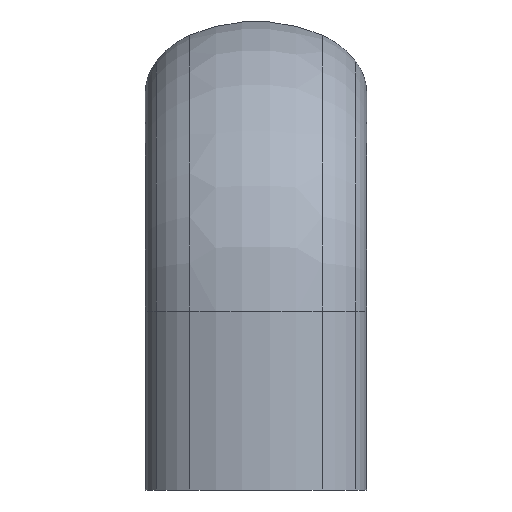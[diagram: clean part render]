
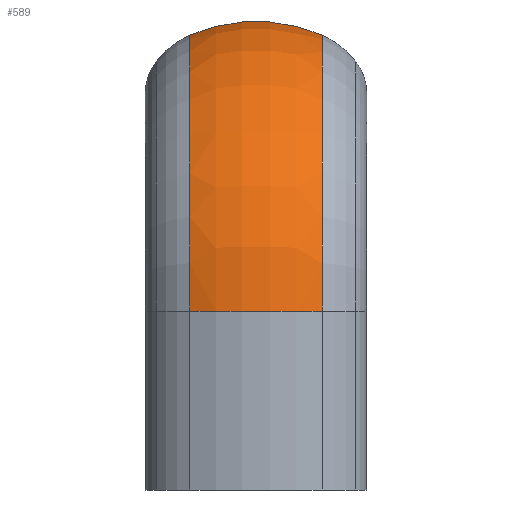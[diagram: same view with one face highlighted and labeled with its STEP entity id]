
A CAD part, left-side view. The second image highlights one B-rep face of the part: STEP entity #589.
In plain terms, the highlighted toroidal (fillet/blend) face has major radius 14.328 mm and minor radius 19.672 mm.
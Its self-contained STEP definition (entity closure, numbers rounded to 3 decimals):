
#373=VERTEX_POINT('',#962);
#483=EDGE_CURVE('',#373,#833,#1083,.T.);
#555=EDGE_CURVE('',#617,#573,#1165,.T.);
#565=EDGE_CURVE('',#573,#833,#1177,.T.);
#573=VERTEX_POINT('',#1186);
#589=ADVANCED_FACE('',(#1205),#1206,.T.);
#611=EDGE_CURVE('',#617,#373,#1232,.T.);
#617=VERTEX_POINT('',#1239);
#833=VERTEX_POINT('',#1481);
#962=CARTESIAN_POINT('',(25.5,-7.782,53.395));
#1083=CIRCLE('',#1778,19.672);
#1165=CIRCLE('',#1886,19.672);
#1177=CIRCLE('',#1900,32.395);
#1186=CARTESIAN_POINT('',(-6.895,7.782,21.0));
#1205=FACE_OUTER_BOUND('',#1932,.T.);
#1206=TOROIDAL_SURFACE('',#1933,14.328,19.672);
#1232=CIRCLE('',#1969,32.395);
#1239=CARTESIAN_POINT('',(-6.895,-7.782,21.0));
#1481=CARTESIAN_POINT('',(25.5,7.782,53.395));
#1778=AXIS2_PLACEMENT_3D('',#2583,#2584,#2585);
#1886=AXIS2_PLACEMENT_3D('',#2703,#2704,#2705);
#1900=AXIS2_PLACEMENT_3D('',#2725,#2726,#2727);
#1932=EDGE_LOOP('',(#2767,#2768,#2769,#2770));
#1933=AXIS2_PLACEMENT_3D('',#2771,#2772,#2773);
#1969=AXIS2_PLACEMENT_3D('',#2815,#2816,#2817);
#2583=CARTESIAN_POINT('',(25.5,0.,35.328));
#2584=DIRECTION('',(-1.0,0.,0.));
#2585=DIRECTION('',(0.,0.396,0.918));
#2703=CARTESIAN_POINT('',(11.172,0.,21.0));
#2704=DIRECTION('',(0.0,0.0,-1.0));
#2705=DIRECTION('',(-0.918,0.396,0.0));
#2725=CARTESIAN_POINT('',(25.5,7.782,21.0));
#2726=DIRECTION('',(0.0,1.0,0.0));
#2727=DIRECTION('',(-1.0,0.0,0.0));
#2767=ORIENTED_EDGE('',*,*,#483,.T.);
#2768=ORIENTED_EDGE('',*,*,#565,.F.);
#2769=ORIENTED_EDGE('',*,*,#555,.F.);
#2770=ORIENTED_EDGE('',*,*,#611,.T.);
#2771=CARTESIAN_POINT('',(25.5,0.,21.0));
#2772=DIRECTION('',(0.0,1.0,0.0));
#2773=DIRECTION('',(0.0,0.0,-1.0));
#2815=CARTESIAN_POINT('',(25.5,-7.782,21.0));
#2816=DIRECTION('',(0.0,1.0,0.0));
#2817=DIRECTION('',(-1.0,0.0,0.0));
